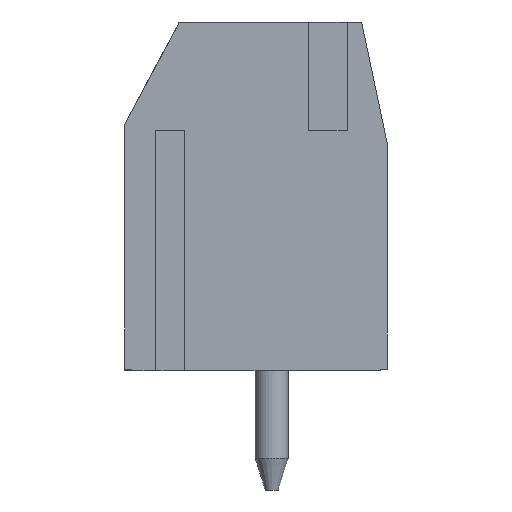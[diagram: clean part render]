
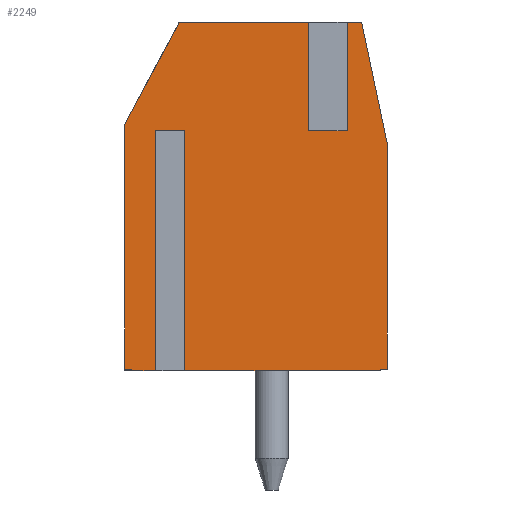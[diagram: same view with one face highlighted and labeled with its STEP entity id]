
A CAD part, left-side view. The second image highlights one B-rep face of the part: STEP entity #2249.
In plain terms, the highlighted planar face has unit normal (-1, 0, 0).
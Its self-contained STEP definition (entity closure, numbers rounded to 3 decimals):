
#125=PLANE('',#2416);
#244=FACE_OUTER_BOUND('',#376,.T.);
#376=EDGE_LOOP('',(#1983,#1984,#1985,#1986,#1987,#1988,#1989,#1990,#1991,
#1992,#1993,#1994,#1995,#1996,#1997,#1998,#1999,#2000));
#509=LINE('',#3337,#765);
#549=LINE('',#3419,#805);
#553=LINE('',#3428,#809);
#559=LINE('',#3438,#815);
#561=LINE('',#3442,#817);
#562=LINE('',#3444,#818);
#586=LINE('',#3493,#842);
#590=LINE('',#3501,#846);
#612=LINE('',#3544,#868);
#615=LINE('',#3550,#871);
#618=LINE('',#3556,#874);
#622=LINE('',#3563,#878);
#625=LINE('',#3570,#881);
#627=LINE('',#3573,#883);
#629=LINE('',#3577,#885);
#630=LINE('',#3579,#886);
#631=LINE('',#3581,#887);
#632=LINE('',#3583,#888);
#765=VECTOR('',#2765,1.);
#805=VECTOR('',#2837,1.);
#809=VECTOR('',#2843,1.);
#815=VECTOR('',#2853,1.);
#817=VECTOR('',#2857,1.);
#818=VECTOR('',#2858,1.);
#842=VECTOR('',#2892,1.);
#846=VECTOR('',#2896,1.);
#868=VECTOR('',#2934,1.);
#871=VECTOR('',#2941,1.);
#874=VECTOR('',#2948,1.);
#878=VECTOR('',#2954,1.);
#881=VECTOR('',#2961,1.);
#883=VECTOR('',#2965,1.);
#885=VECTOR('',#2969,1.);
#886=VECTOR('',#2972,1.);
#887=VECTOR('',#2975,1.);
#888=VECTOR('',#2978,1.);
#1039=VERTEX_POINT('',#3334);
#1040=VERTEX_POINT('',#3336);
#1065=VERTEX_POINT('',#3417);
#1066=VERTEX_POINT('',#3418);
#1069=VERTEX_POINT('',#3426);
#1070=VERTEX_POINT('',#3427);
#1073=VERTEX_POINT('',#3440);
#1074=VERTEX_POINT('',#3443);
#1093=VERTEX_POINT('',#3490);
#1094=VERTEX_POINT('',#3492);
#1097=VERTEX_POINT('',#3498);
#1098=VERTEX_POINT('',#3500);
#1111=VERTEX_POINT('',#3543);
#1112=VERTEX_POINT('',#3549);
#1113=VERTEX_POINT('',#3555);
#1115=VERTEX_POINT('',#3561);
#1117=VERTEX_POINT('',#3569);
#1118=VERTEX_POINT('',#3575);
#1289=EDGE_CURVE('',#1039,#1040,#509,.T.);
#1329=EDGE_CURVE('',#1065,#1066,#549,.T.);
#1333=EDGE_CURVE('',#1069,#1070,#553,.T.);
#1339=EDGE_CURVE('',#1070,#1065,#559,.T.);
#1341=EDGE_CURVE('',#1073,#1066,#561,.T.);
#1342=EDGE_CURVE('',#1069,#1074,#562,.T.);
#1366=EDGE_CURVE('',#1094,#1093,#586,.T.);
#1370=EDGE_CURVE('',#1098,#1097,#590,.T.);
#1392=EDGE_CURVE('',#1111,#1074,#612,.T.);
#1395=EDGE_CURVE('',#1111,#1112,#615,.T.);
#1398=EDGE_CURVE('',#1113,#1112,#618,.T.);
#1402=EDGE_CURVE('',#1097,#1115,#622,.T.);
#1405=EDGE_CURVE('',#1117,#1094,#625,.T.);
#1407=EDGE_CURVE('',#1115,#1117,#627,.T.);
#1409=EDGE_CURVE('',#1118,#1073,#629,.T.);
#1410=EDGE_CURVE('',#1040,#1118,#630,.T.);
#1411=EDGE_CURVE('',#1098,#1039,#631,.T.);
#1412=EDGE_CURVE('',#1093,#1113,#632,.T.);
#1983=ORIENTED_EDGE('',*,*,#1329,.T.);
#1984=ORIENTED_EDGE('',*,*,#1341,.F.);
#1985=ORIENTED_EDGE('',*,*,#1409,.F.);
#1986=ORIENTED_EDGE('',*,*,#1410,.F.);
#1987=ORIENTED_EDGE('',*,*,#1289,.F.);
#1988=ORIENTED_EDGE('',*,*,#1411,.F.);
#1989=ORIENTED_EDGE('',*,*,#1370,.T.);
#1990=ORIENTED_EDGE('',*,*,#1402,.T.);
#1991=ORIENTED_EDGE('',*,*,#1407,.T.);
#1992=ORIENTED_EDGE('',*,*,#1405,.T.);
#1993=ORIENTED_EDGE('',*,*,#1366,.T.);
#1994=ORIENTED_EDGE('',*,*,#1412,.T.);
#1995=ORIENTED_EDGE('',*,*,#1398,.T.);
#1996=ORIENTED_EDGE('',*,*,#1395,.F.);
#1997=ORIENTED_EDGE('',*,*,#1392,.T.);
#1998=ORIENTED_EDGE('',*,*,#1342,.F.);
#1999=ORIENTED_EDGE('',*,*,#1333,.T.);
#2000=ORIENTED_EDGE('',*,*,#1339,.T.);
#2249=ADVANCED_FACE('',(#244),#125,.F.);
#2416=AXIS2_PLACEMENT_3D('',#3584,#2979,#2980);
#2765=DIRECTION('',(0.,0.,-1.));
#2837=DIRECTION('',(0.,0.,-1.));
#2843=DIRECTION('',(0.,0.,1.));
#2853=DIRECTION('',(0.,-1.,0.));
#2857=DIRECTION('',(0.,1.,0.));
#2858=DIRECTION('',(0.,1.,0.));
#2892=DIRECTION('',(0.,1.,0.));
#2896=DIRECTION('',(0.,1.,0.));
#2934=DIRECTION('',(0.,0.,-1.));
#2941=DIRECTION('',(0.,1.,0.));
#2948=DIRECTION('',(0.,0.,-1.));
#2954=DIRECTION('',(0.,0.,-1.));
#2961=DIRECTION('',(0.,0.,1.));
#2965=DIRECTION('',(0.,1.,0.));
#2969=DIRECTION('',(0.,0.,-1.));
#2972=DIRECTION('',(0.,1.,0.));
#2975=DIRECTION('',(0.,-0.206,-0.979));
#2978=DIRECTION('',(0.,0.471,-0.882));
#2979=DIRECTION('center_axis',(1.,0.,0.));
#2980=DIRECTION('ref_axis',(0.,1.,0.));
#3334=CARTESIAN_POINT('',(-5.08,-3.375,6.525));
#3336=CARTESIAN_POINT('',(-5.08,-3.375,0.125));
#3337=CARTESIAN_POINT('',(-5.08,-3.375,6.525));
#3417=CARTESIAN_POINT('',(-5.08,2.407,6.925));
#3418=CARTESIAN_POINT('',(-5.08,2.407,0.075));
#3419=CARTESIAN_POINT('',(-5.08,2.407,2.414));
#3426=CARTESIAN_POINT('',(-5.08,3.243,0.075));
#3427=CARTESIAN_POINT('',(-5.08,3.243,6.925));
#3428=CARTESIAN_POINT('',(-5.08,3.243,2.414));
#3438=CARTESIAN_POINT('',(-5.08,1.776,6.925));
#3440=CARTESIAN_POINT('',(-5.08,-3.175,0.075));
#3442=CARTESIAN_POINT('',(-5.08,-3.175,0.075));
#3443=CARTESIAN_POINT('',(-5.08,3.925,0.075));
#3444=CARTESIAN_POINT('',(-5.08,-3.175,0.075));
#3490=CARTESIAN_POINT('',(-5.08,2.561,10.025));
#3492=CARTESIAN_POINT('',(-5.08,-1.275,10.025));
#3493=CARTESIAN_POINT('',(-5.08,-2.639,10.025));
#3498=CARTESIAN_POINT('',(-5.08,-2.075,10.025));
#3500=CARTESIAN_POINT('',(-5.08,-2.639,10.025));
#3501=CARTESIAN_POINT('',(-5.08,-2.639,10.025));
#3543=CARTESIAN_POINT('',(-5.08,3.925,0.125));
#3544=CARTESIAN_POINT('',(-5.08,3.925,0.125));
#3549=CARTESIAN_POINT('',(-5.08,4.125,0.125));
#3550=CARTESIAN_POINT('',(-5.08,3.925,0.125));
#3555=CARTESIAN_POINT('',(-5.08,4.125,7.095));
#3556=CARTESIAN_POINT('',(-5.08,4.125,7.095));
#3561=CARTESIAN_POINT('',(-5.08,-2.075,6.925));
#3563=CARTESIAN_POINT('',(-5.08,-2.075,5.839));
#3569=CARTESIAN_POINT('',(-5.08,-1.275,6.925));
#3570=CARTESIAN_POINT('',(-5.08,-1.275,5.839));
#3573=CARTESIAN_POINT('',(-5.08,-0.045,6.925));
#3575=CARTESIAN_POINT('',(-5.08,-3.175,0.125));
#3577=CARTESIAN_POINT('',(-5.08,-3.175,0.125));
#3579=CARTESIAN_POINT('',(-5.08,-3.375,0.125));
#3581=CARTESIAN_POINT('',(-5.08,-2.639,10.025));
#3583=CARTESIAN_POINT('',(-5.08,2.561,10.025));
#3584=CARTESIAN_POINT('Origin',(-5.08,0.307,4.754));
